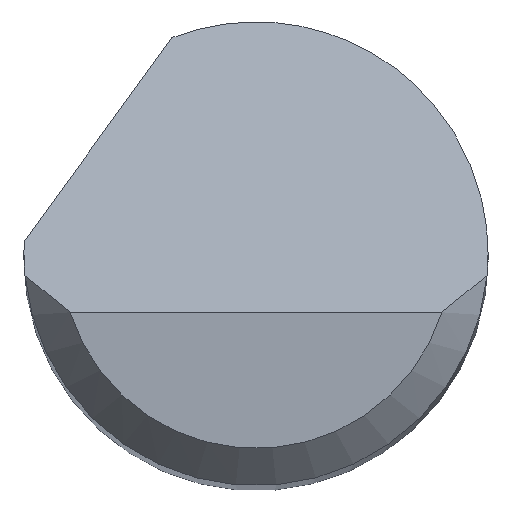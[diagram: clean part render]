
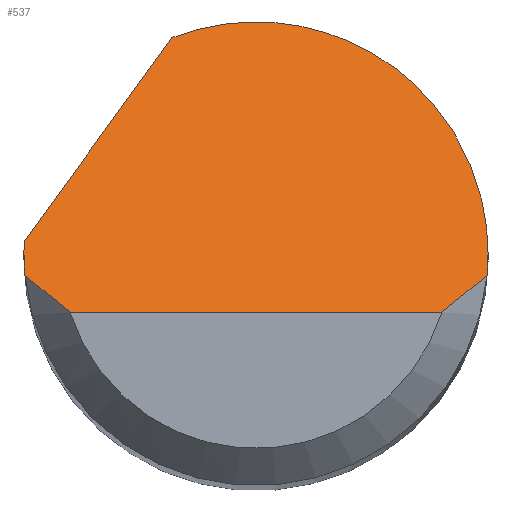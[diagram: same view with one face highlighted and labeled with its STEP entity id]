
A CAD part, top view. The second image highlights one B-rep face of the part: STEP entity #537.
In plain terms, the highlighted planar face has unit normal (0, 0.707, 0.707).
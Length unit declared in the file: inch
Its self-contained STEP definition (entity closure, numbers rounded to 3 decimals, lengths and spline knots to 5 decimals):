
#11 = CARTESIAN_POINT ( 'NONE',  ( -0.09334, -0.00875, 1.485 ) ) ;
#14 =( BOUNDED_CURVE ( )  B_SPLINE_CURVE ( 3, ( #188, #531, #479, #127 ),
 .UNSPECIFIED., .F., .F. ) 
 B_SPLINE_CURVE_WITH_KNOTS ( ( 4, 4 ),
 ( 5.91277, 7.85398 ),
 .UNSPECIFIED. ) 
 CURVE ( )  GEOMETRIC_REPRESENTATION_ITEM ( )  RATIONAL_B_SPLINE_CURVE ( ( 1., 0.71, 0.71, 1. ) ) 
 REPRESENTATION_ITEM ( '' )  );
#19 =( BOUNDED_CURVE ( )  B_SPLINE_CURVE ( 3, ( #602, #254, #713, #590 ),
 .UNSPECIFIED., .F., .F. ) 
 B_SPLINE_CURVE_WITH_KNOTS ( ( 4, 4 ),
 ( 4.71239, 4.76575 ),
 .UNSPECIFIED. ) 
 CURVE ( )  GEOMETRIC_REPRESENTATION_ITEM ( )  RATIONAL_B_SPLINE_CURVE ( ( 1., 1., 1., 1. ) ) 
 REPRESENTATION_ITEM ( '' )  );
#26 = CARTESIAN_POINT ( 'NONE',  ( -0.09375, 0., 1.47625 ) ) ;
#28 = CARTESIAN_POINT ( 'NONE',  ( -0.09375, -0.02375, 1.5 ) ) ;
#36 = ORIENTED_EDGE ( 'NONE', *, *, #497, .F. ) ;
#37 = CARTESIAN_POINT ( 'NONE',  ( 0.09375, -0.00292, 1.47917 ) ) ;
#38 = VERTEX_POINT ( 'NONE', #309 ) ;
#39 = CARTESIAN_POINT ( 'NONE',  ( -0.07508, -0.02375, 1.5 ) ) ;
#42 = EDGE_CURVE ( 'NONE', #38, #654, #551, .T. ) ;
#52 =( BOUNDED_CURVE ( )  B_SPLINE_CURVE ( 3, ( #556, #379, #677, #26 ),
 .UNSPECIFIED., .F., .F. ) 
 B_SPLINE_CURVE_WITH_KNOTS ( ( 4, 4 ),
 ( 4.61892, 4.71239 ),
 .UNSPECIFIED. ) 
 CURVE ( )  GEOMETRIC_REPRESENTATION_ITEM ( )  RATIONAL_B_SPLINE_CURVE ( ( 1., 0.999, 0.999, 1. ) ) 
 REPRESENTATION_ITEM ( '' )  );
#63 = CARTESIAN_POINT ( 'NONE',  ( 0.08761, -0.01397, 1.49022 ) ) ;
#65 = B_SPLINE_CURVE_WITH_KNOTS ( 'NONE', 3,
 ( #521, #686, #333, #231 ),
 .UNSPECIFIED., .F., .F.,
 ( 4, 4 ),
 ( 0., 0.00071 ),
 .UNSPECIFIED. ) ;
#78 = DIRECTION ( 'NONE',  ( 0.456, 0.629, -0.629 ) ) ;
#99 = AXIS2_PLACEMENT_3D ( 'NONE', #28, #492, #136 ) ;
#127 = CARTESIAN_POINT ( 'NONE',  ( 0.09375, 0., 1.47625 ) ) ;
#129 = ORIENTED_EDGE ( 'NONE', *, *, #454, .F. ) ;
#136 = DIRECTION ( 'NONE',  ( 0., 0.707, -0.707 ) ) ;
#188 = CARTESIAN_POINT ( 'NONE',  ( -0.03394, 0.08739, 1.38886 ) ) ;
#197 = CARTESIAN_POINT ( 'NONE',  ( 0.08157, -0.019, 1.49525 ) ) ;
#198 = EDGE_CURVE ( 'NONE', #751, #38, #621, .T. ) ;
#199 = CARTESIAN_POINT ( 'NONE',  ( 0.09334, -0.00875, 1.485 ) ) ;
#207 = PLANE ( 'NONE',  #99 ) ;
#221 = CARTESIAN_POINT ( 'NONE',  ( 0.09375, 0., 1.47625 ) ) ;
#231 = CARTESIAN_POINT ( 'NONE',  ( -0.07508, -0.02375, 1.5 ) ) ;
#234 = CARTESIAN_POINT ( 'NONE',  ( -0.09362, 0.005, 1.47125 ) ) ;
#252 = CARTESIAN_POINT ( 'NONE',  ( 0.09334, -0.00875, 1.485 ) ) ;
#254 = CARTESIAN_POINT ( 'NONE',  ( -0.09375, 0.00167, 1.47458 ) ) ;
#279 = ORIENTED_EDGE ( 'NONE', *, *, #548, .F. ) ;
#280 = CARTESIAN_POINT ( 'NONE',  ( 0.09361, -0.00584, 1.48209 ) ) ;
#294 = CARTESIAN_POINT ( 'NONE',  ( 0.09375, 0., 1.47625 ) ) ;
#309 = CARTESIAN_POINT ( 'NONE',  ( 0.07508, -0.02375, 1.5 ) ) ;
#316 = CARTESIAN_POINT ( 'NONE',  ( -0.11014, -0.01781, 1.49406 ) ) ;
#319 = CARTESIAN_POINT ( 'NONE',  ( -0.09375, 0., 1.47625 ) ) ;
#333 = CARTESIAN_POINT ( 'NONE',  ( -0.08157, -0.019, 1.49525 ) ) ;
#336 = ORIENTED_EDGE ( 'NONE', *, *, #396, .T. ) ;
#373 = ORIENTED_EDGE ( 'NONE', *, *, #198, .T. ) ;
#379 = CARTESIAN_POINT ( 'NONE',  ( -0.09361, -0.00584, 1.48209 ) ) ;
#395 = EDGE_LOOP ( 'NONE', ( #373, #609, #682, #36, #463, #129, #279, #336 ) ) ;
#396 = EDGE_CURVE ( 'NONE', #567, #751, #65, .T. ) ;
#399 = EDGE_CURVE ( 'NONE', #404, #654, #738, .T. ) ;
#404 = VERTEX_POINT ( 'NONE', #221 ) ;
#454 = EDGE_CURVE ( 'NONE', #581, #743, #19, .T. ) ;
#463 = ORIENTED_EDGE ( 'NONE', *, *, #638, .F. ) ;
#479 = CARTESIAN_POINT ( 'NONE',  ( 0.09375, 0.07266, 1.40359 ) ) ;
#482 = VECTOR ( 'NONE', #503, 39.37008 ) ;
#492 = DIRECTION ( 'NONE',  ( 0., -0.707, -0.707 ) ) ;
#495 = LINE ( 'NONE', #316, #584 ) ;
#497 = EDGE_CURVE ( 'NONE', #689, #404, #14, .T. ) ;
#503 = DIRECTION ( 'NONE',  ( 1., 0., 0. ) ) ;
#521 = CARTESIAN_POINT ( 'NONE',  ( -0.09334, -0.00875, 1.485 ) ) ;
#531 = CARTESIAN_POINT ( 'NONE',  ( 0.03379, 0.11369, 1.36256 ) ) ;
#537 = ADVANCED_FACE ( 'NONE', ( #545 ), #207, .F. ) ;
#543 = CARTESIAN_POINT ( 'NONE',  ( 0.07508, -0.02375, 1.5 ) ) ;
#545 = FACE_OUTER_BOUND ( 'NONE', #395, .T. ) ;
#548 = EDGE_CURVE ( 'NONE', #567, #581, #52, .T. ) ;
#551 = B_SPLINE_CURVE_WITH_KNOTS ( 'NONE', 3,
 ( #543, #197, #63, #252 ),
 .UNSPECIFIED., .F., .F.,
 ( 4, 4 ),
 ( 0., 0.00071 ),
 .UNSPECIFIED. ) ;
#552 = CARTESIAN_POINT ( 'NONE',  ( 0., -0.02375, 1.5 ) ) ;
#556 = CARTESIAN_POINT ( 'NONE',  ( -0.09334, -0.00875, 1.485 ) ) ;
#567 = VERTEX_POINT ( 'NONE', #11 ) ;
#581 = VERTEX_POINT ( 'NONE', #319 ) ;
#584 = VECTOR ( 'NONE', #78, 39.37008 ) ;
#590 = CARTESIAN_POINT ( 'NONE',  ( -0.09362, 0.005, 1.47125 ) ) ;
#602 = CARTESIAN_POINT ( 'NONE',  ( -0.09375, 0., 1.47625 ) ) ;
#609 = ORIENTED_EDGE ( 'NONE', *, *, #42, .T. ) ;
#619 = CARTESIAN_POINT ( 'NONE',  ( -0.03394, 0.08739, 1.38886 ) ) ;
#621 = LINE ( 'NONE', #552, #482 ) ;
#638 = EDGE_CURVE ( 'NONE', #743, #689, #495, .T. ) ;
#654 = VERTEX_POINT ( 'NONE', #199 ) ;
#677 = CARTESIAN_POINT ( 'NONE',  ( -0.09375, -0.00292, 1.47917 ) ) ;
#682 = ORIENTED_EDGE ( 'NONE', *, *, #399, .F. ) ;
#686 = CARTESIAN_POINT ( 'NONE',  ( -0.08761, -0.01397, 1.49022 ) ) ;
#689 = VERTEX_POINT ( 'NONE', #619 ) ;
#713 = CARTESIAN_POINT ( 'NONE',  ( -0.09371, 0.00333, 1.47292 ) ) ;
#738 =( BOUNDED_CURVE ( )  B_SPLINE_CURVE ( 3, ( #294, #37, #280, #744 ),
 .UNSPECIFIED., .F., .F. ) 
 B_SPLINE_CURVE_WITH_KNOTS ( ( 4, 4 ),
 ( 1.5708, 1.66427 ),
 .UNSPECIFIED. ) 
 CURVE ( )  GEOMETRIC_REPRESENTATION_ITEM ( )  RATIONAL_B_SPLINE_CURVE ( ( 1., 0.999, 0.999, 1. ) ) 
 REPRESENTATION_ITEM ( '' )  );
#743 = VERTEX_POINT ( 'NONE', #234 ) ;
#744 = CARTESIAN_POINT ( 'NONE',  ( 0.09334, -0.00875, 1.485 ) ) ;
#751 = VERTEX_POINT ( 'NONE', #39 ) ;
